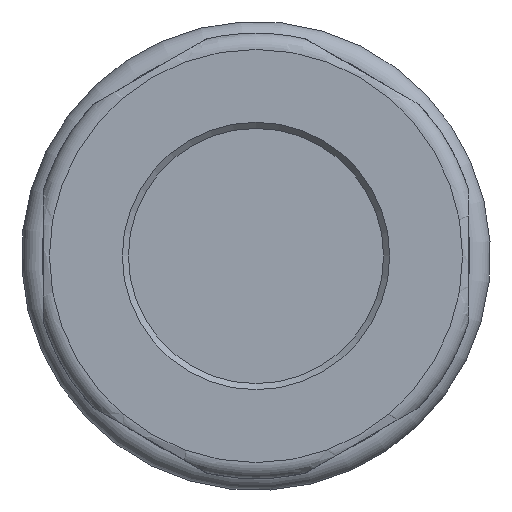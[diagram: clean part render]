
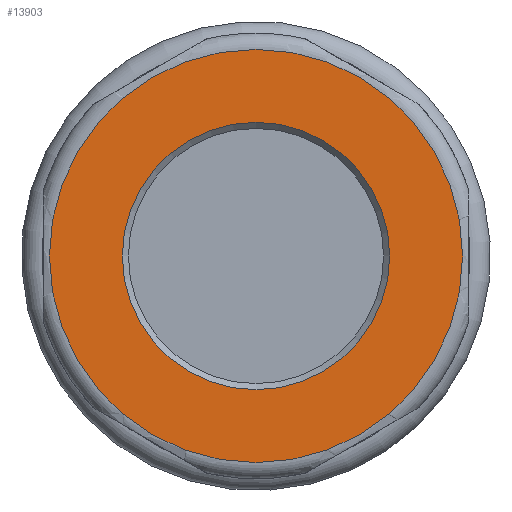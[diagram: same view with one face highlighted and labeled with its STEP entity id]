
A CAD part, left-side view. The second image highlights one B-rep face of the part: STEP entity #13903.
In plain terms, the highlighted planar face has unit normal (-1, 0, 0).
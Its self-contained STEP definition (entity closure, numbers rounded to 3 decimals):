
#639=PLANE('',#14608);
#745=FACE_BOUND('',#2072,.T.);
#1274=FACE_OUTER_BOUND('',#2071,.T.);
#2071=EDGE_LOOP('',(#11550,#11551));
#2072=EDGE_LOOP('',(#11552));
#5031=CIRCLE('',#14582,10.2);
#5032=CIRCLE('',#14583,10.2);
#5045=CIRCLE('',#14609,6.6);
#6221=VERTEX_POINT('',#90071);
#6222=VERTEX_POINT('',#90073);
#6236=VERTEX_POINT('',#90280);
#8050=EDGE_CURVE('',#6221,#6222,#5031,.T.);
#8051=EDGE_CURVE('',#6222,#6221,#5032,.T.);
#8079=EDGE_CURVE('',#6236,#6236,#5045,.T.);
#11550=ORIENTED_EDGE('',*,*,#8051,.F.);
#11551=ORIENTED_EDGE('',*,*,#8050,.F.);
#11552=ORIENTED_EDGE('',*,*,#8079,.F.);
#13903=ADVANCED_FACE('',(#1274,#745),#639,.T.);
#14582=AXIS2_PLACEMENT_3D('',#90074,#16205,#16206);
#14583=AXIS2_PLACEMENT_3D('',#90075,#16207,#16208);
#14608=AXIS2_PLACEMENT_3D('',#90279,#16266,#16267);
#14609=AXIS2_PLACEMENT_3D('',#90281,#16268,#16269);
#16205=DIRECTION('center_axis',(1.,0.,0.));
#16206=DIRECTION('ref_axis',(0.,-1.,0.));
#16207=DIRECTION('center_axis',(1.,0.,0.));
#16208=DIRECTION('ref_axis',(0.,-1.,0.));
#16266=DIRECTION('center_axis',(-1.,0.,0.));
#16267=DIRECTION('ref_axis',(0.,0.,1.));
#16268=DIRECTION('center_axis',(-1.,0.,0.));
#16269=DIRECTION('ref_axis',(0.,-1.,0.));
#90071=CARTESIAN_POINT('',(0.,0.,10.2));
#90073=CARTESIAN_POINT('',(0.,10.2,0.));
#90074=CARTESIAN_POINT('Origin',(0.,0.,0.));
#90075=CARTESIAN_POINT('Origin',(0.,0.,0.));
#90279=CARTESIAN_POINT('Origin',(0.,8.65,0.));
#90280=CARTESIAN_POINT('',(0.,6.6,0.));
#90281=CARTESIAN_POINT('Origin',(0.,0.,0.));
